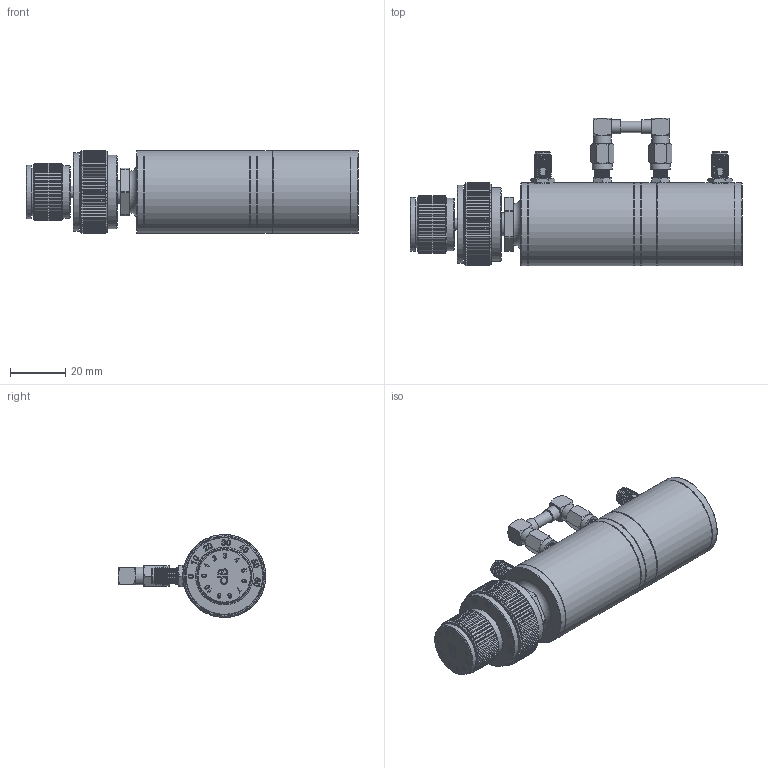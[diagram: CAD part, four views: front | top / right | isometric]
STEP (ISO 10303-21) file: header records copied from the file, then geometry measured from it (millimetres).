
FILE_DESCRIPTION (( 'STEP AP203' ), '1' );
FILE_NAME ('PE70A1038_3D.step', '2022-04-14T21:51:37', ( '' ), ( '' ), 'SwSTEP 2.0', 'SolidWorks 2021', '' );
FILE_SCHEMA (( 'CONFIG_CONTROL_DESIGN' ));
Products named in the file (1): PE70A1038_3D
Bounding box: 120 x 53.4 x 30 mm (x, y, z)
Volume: 75811.1 mm3; surface area: 17418.4 mm2
Topology: 4 solids, 6 shells, 1374 faces, 3230 edges, 1956 vertices
Faces by surface type: plane 519, cone 352, bspline 305, cylinder 195, torus 3
Full cylindrical faces by diameter (mm): 0.94 x2, 1.016 x2, 1.27 x2, 4.064 x1, 4.227 x2, 4.334 x1, 4.572 x2, 5.08 x2, 5.334 x2, 6.35 x2, 7.29 x2, 7.62 x2, 8.233 x1, 17.213 x1, 19.008 x1, 19.442 x1, 25.51 x1, 26.527 x1, 28.234 x1, 29.05 x3, 29.854 x2, 29.967 x4, 30 x2
Entity records: 80670 total; most frequent: CARTESIAN_POINT 52957, ORIENTED_EDGE 6322, DIRECTION 4595, EDGE_CURVE 3161, VERTEX_POINT 1944, AXIS2_PLACEMENT_3D 1776, EDGE_LOOP 1519, FACE_OUTER_BOUND 1417
